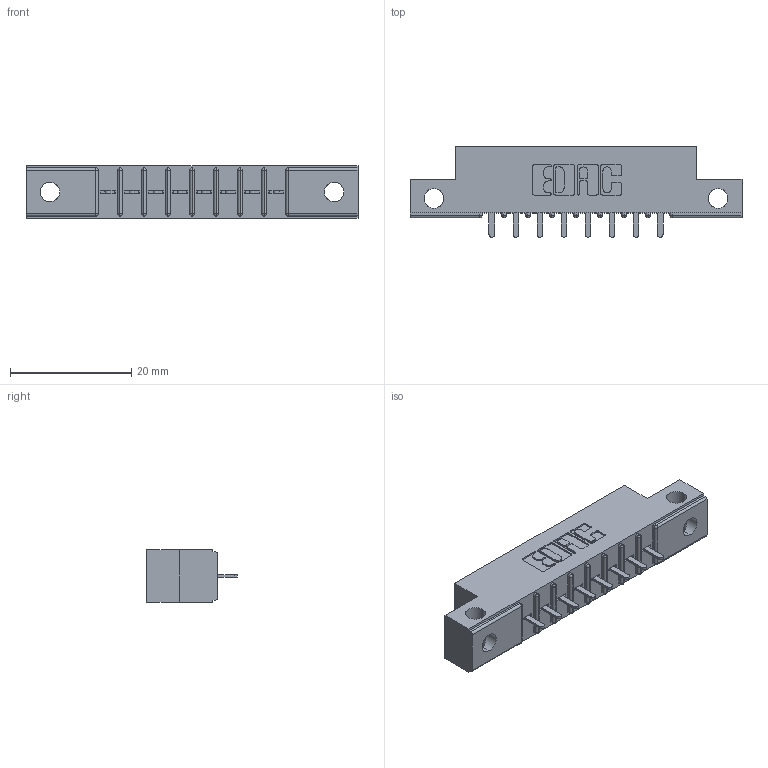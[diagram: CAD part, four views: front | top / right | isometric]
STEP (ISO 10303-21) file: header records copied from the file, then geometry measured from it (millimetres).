
FILE_DESCRIPTION (( 'STEP AP203' ), '1' );
FILE_NAME ('316-008-521-112.STEP', '2020-09-20T20:24:26', ( '' ), ( '' ), 'SwSTEP 2.0', 'SolidWorks 2020', '' );
FILE_SCHEMA (( 'CONFIG_CONTROL_DESIGN' ));
Length unit declared in the file: inch
Products named in the file (3): 306-290-001_121; 306 Part_.128 Dia; 316-008-521-112
Assembly tree (9 placements, depth 2):
  316-008-521-112
    306 Part_.128 Dia
    306-290-001_121  x8
Bounding box: 54.71 x 14.88 x 8.71 mm (x, y, z)
Volume: 3538.3 mm3; surface area: 4670.3 mm2
Topology: 9 solids, 9 shells, 688 faces, 1928 edges, 1236 vertices
Faces by surface type: plane 444, cylinder 212, sphere 32
Entity records: 12227 total; most frequent: CARTESIAN_POINT 2095, ORIENTED_EDGE 2028, DIRECTION 2008, EDGE_CURVE 1014, LINE 758, VECTOR 758, VERTEX_POINT 648, AXIS2_PLACEMENT_3D 625
